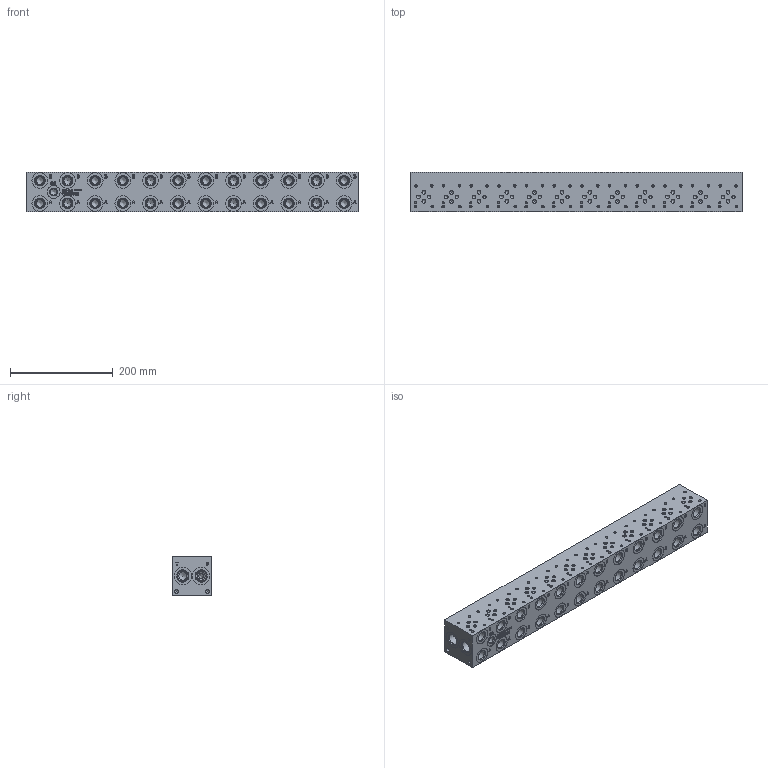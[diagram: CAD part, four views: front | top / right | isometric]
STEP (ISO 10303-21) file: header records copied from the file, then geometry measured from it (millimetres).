
FILE_DESCRIPTION(/* description */ (''),/* implementation_level */ '2;1');
FILE_NAME(/* name */ '_D03P122S.stp',/* time_stamp */ '2022-10-12T14:21:14-04:00',/* author */ ('bobbyh'),/* organization */ (''),/* preprocessor_version */ 'ST-DEVELOPER v18',/* originating_system */ 'Autodesk Inventor 2020',/* authorisation */ '');
FILE_SCHEMA (('AUTOMOTIVE_DESIGN { 1 0 10303 214 3 1 1 }'));
Length unit declared in the file: millimetre
Products named in the file (1): Part_AD03P122S_3D
Bounding box: 647.7 x 76.2 x 76.2 mm (x, y, z)
Volume: 3535091.1 mm3; surface area: 267683.6 mm2
Topology: 1 solids, 1 shells, 1535 faces, 4204 edges, 2874 vertices
Faces by surface type: plane 700, cylinder 312, bspline 292, cone 231
Full cylindrical faces by diameter (mm): 3.785 x48, 3.962 x12, 4.826 x48, 6.35 x12, 6.528 x4, 7.137 x36, 7.925 x4, 12.294 x1, 12.9 x1, 14.275 x1, 14.3 x24, 14.529 x1, 15.875 x4, 17.501 x24, 19.05 x24, 19.253 x24, 20.447 x4, 22.225 x3, 22.23 x1, 22.555 x4, 23.901 x3, 25.019 x1, 30.632 x24, 34.138 x4
Entity records: 50951 total; most frequent: CARTESIAN_POINT 12269, ORIENTED_EDGE 8126, DIRECTION 7126, EDGE_CURVE 4063, VERTEX_POINT 2874, AXIS2_PLACEMENT_3D 2403, LINE 2320, VECTOR 2320
